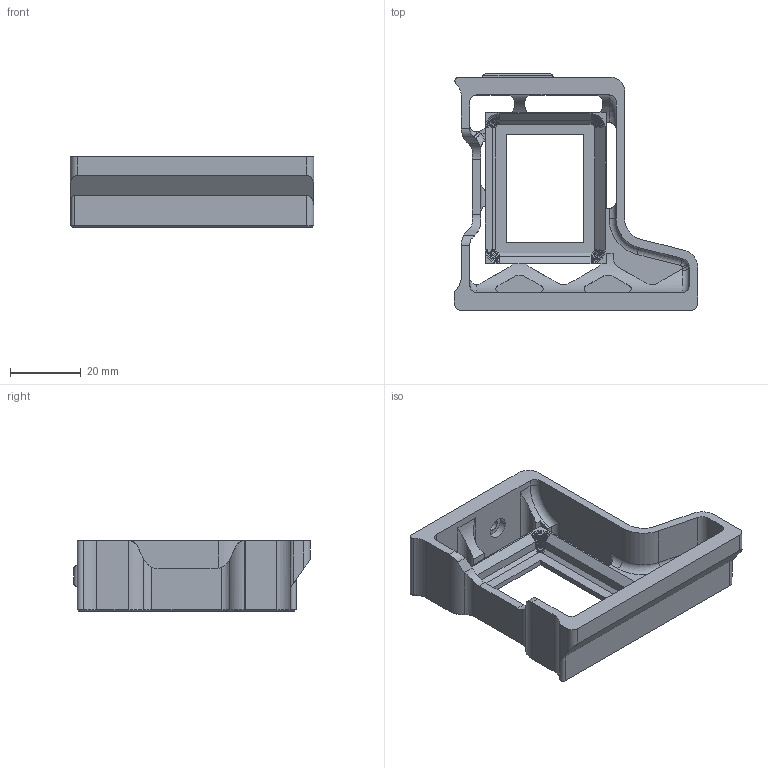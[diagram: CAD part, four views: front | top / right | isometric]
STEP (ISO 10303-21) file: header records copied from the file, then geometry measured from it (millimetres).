
FILE_DESCRIPTION(/* description */ (''),/* implementation_level */ '2;1');
FILE_NAME(/* name */ 'tayto Skirt Switch Mod_MASTER v6.step',/* time_stamp */ '2022-04-24T13:34:31-05:00',/* author */ (''),/* organization */ (''),/* preprocessor_version */ 'ST-DEVELOPER v18.1',/* originating_system */ 'Autodesk Translation Framework v10.14.0.1471',/* authorisation */ '');
FILE_SCHEMA (('AUTOMOTIVE_DESIGN { 1 0 10303 214 3 1 1 }'));
Length unit declared in the file: millimetre
Products named in the file (2): tayto Skirt Switch Mod_MASTER; side_skirt_b_250
Assembly tree (1 placements, depth 2):
  tayto Skirt Switch Mod_MASTER
    side_skirt_b_250
Bounding box: 69 x 67 x 20.02 mm (x, y, z)
Volume: 21920.9 mm3; surface area: 14705.3 mm2
Topology: 1 solids, 1 shells, 440 faces, 991 edges, 548 vertices
Faces by surface type: plane 326, cylinder 68, cone 34, torus 6, bspline 6
Full cylindrical faces by diameter (mm): 3.4 x1, 6 x1
Entity records: 12197 total; most frequent: CARTESIAN_POINT 2531, ORIENTED_EDGE 1980, DIRECTION 1968, EDGE_CURVE 990, LINE 758, VECTOR 758, AXIS2_PLACEMENT_3D 605, VERTEX_POINT 548
